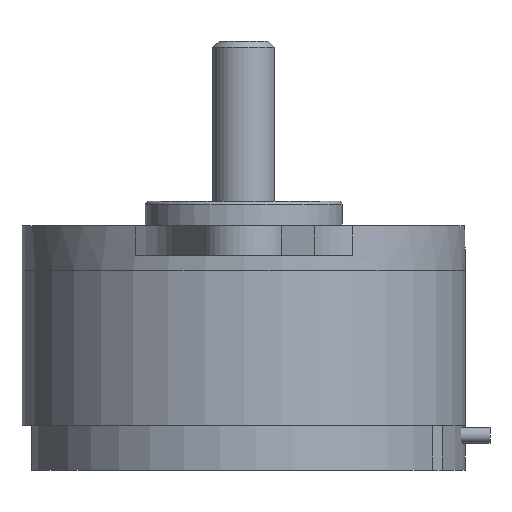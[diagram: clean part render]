
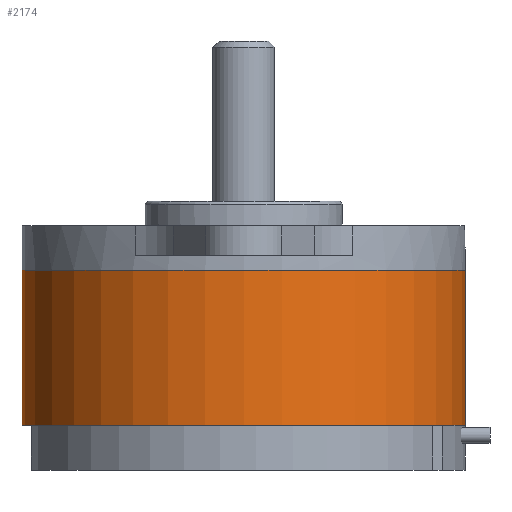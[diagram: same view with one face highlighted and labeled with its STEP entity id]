
A CAD part, left-side view. The second image highlights one B-rep face of the part: STEP entity #2174.
In plain terms, the highlighted cylindrical face has radius 18 mm (diameter 36 mm), a full revolution.
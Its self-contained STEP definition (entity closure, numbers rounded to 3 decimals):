
#168=FACE_OUTER_BOUND('',#316,.T.);
#316=EDGE_LOOP('',(#1491,#1492,#1493,#1494));
#492=LINE('',#3437,#649);
#649=VECTOR('',#2665,18.);
#806=CIRCLE('',#2353,18.);
#807=CIRCLE('',#2354,18.);
#965=VERTEX_POINT('',#3434);
#966=VERTEX_POINT('',#3436);
#1175=EDGE_CURVE('',#965,#965,#806,.T.);
#1176=EDGE_CURVE('',#965,#966,#492,.T.);
#1177=EDGE_CURVE('',#966,#966,#807,.T.);
#1491=ORIENTED_EDGE('',*,*,#1175,.T.);
#1492=ORIENTED_EDGE('',*,*,#1176,.T.);
#1493=ORIENTED_EDGE('',*,*,#1177,.T.);
#1494=ORIENTED_EDGE('',*,*,#1176,.F.);
#2123=CYLINDRICAL_SURFACE('',#2352,18.);
#2174=ADVANCED_FACE('',(#168),#2123,.T.);
#2352=AXIS2_PLACEMENT_3D('',#3433,#2661,#2662);
#2353=AXIS2_PLACEMENT_3D('',#3435,#2663,#2664);
#2354=AXIS2_PLACEMENT_3D('',#3438,#2666,#2667);
#2661=DIRECTION('center_axis',(0.,0.,1.));
#2662=DIRECTION('ref_axis',(1.,0.,0.));
#2663=DIRECTION('center_axis',(0.,0.,-1.));
#2664=DIRECTION('ref_axis',(1.,0.029,0.));
#2665=DIRECTION('',(0.,0.,-1.));
#2666=DIRECTION('center_axis',(0.,0.,1.));
#2667=DIRECTION('ref_axis',(1.,0.,0.));
#3433=CARTESIAN_POINT('Origin',(0.,0.,
-16.2));
#3434=CARTESIAN_POINT('',(-18.,0.,-3.6));
#3435=CARTESIAN_POINT('Origin',(0.,0.,
-3.6));
#3436=CARTESIAN_POINT('',(-18.,0.,-16.2));
#3437=CARTESIAN_POINT('',(-18.,0.,-16.2));
#3438=CARTESIAN_POINT('Origin',(0.,0.,
-16.2));
